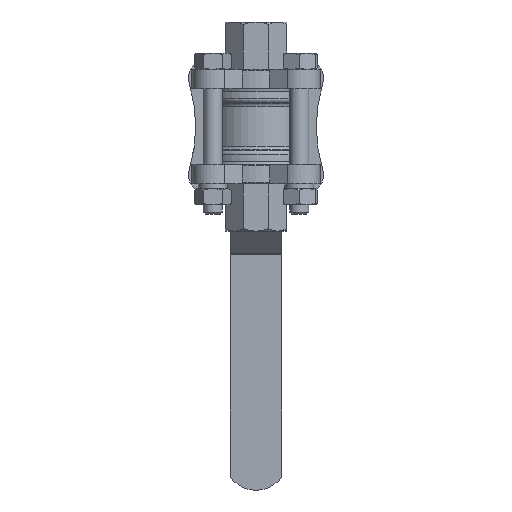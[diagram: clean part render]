
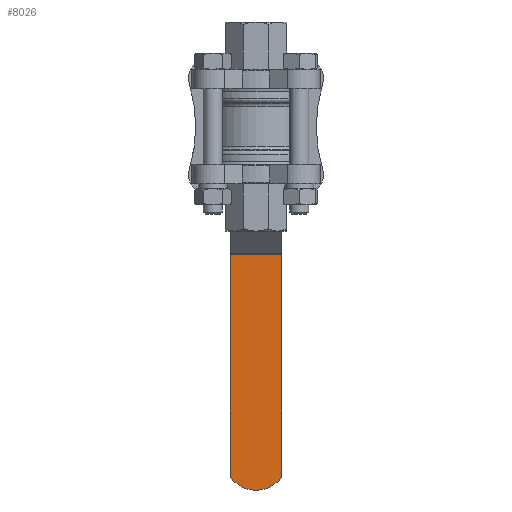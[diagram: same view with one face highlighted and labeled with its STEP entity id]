
A CAD part, front view. The second image highlights one B-rep face of the part: STEP entity #8026.
In plain terms, the highlighted planar face has unit normal (0, -1, 0).
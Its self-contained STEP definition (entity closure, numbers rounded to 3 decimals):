
#479=LINE('',#14495,#940);
#480=LINE('',#14498,#941);
#481=LINE('',#14502,#942);
#940=VECTOR('',#10948,1000.);
#941=VECTOR('',#10949,1000.);
#942=VECTOR('',#10952,1000.);
#1290=PLANE('',#8894);
#1663=CIRCLE('',#8895,10.);
#3820=ORIENTED_EDGE('',*,*,#5101,.T.);
#3821=ORIENTED_EDGE('',*,*,#5102,.T.);
#3822=ORIENTED_EDGE('',*,*,#5103,.T.);
#3823=ORIENTED_EDGE('',*,*,#5104,.T.);
#5101=EDGE_CURVE('',#5895,#5896,#479,.T.);
#5102=EDGE_CURVE('',#5896,#5897,#480,.T.);
#5103=EDGE_CURVE('',#5897,#5898,#1663,.F.);
#5104=EDGE_CURVE('',#5898,#5895,#481,.T.);
#5895=VERTEX_POINT('',#14496);
#5896=VERTEX_POINT('',#14497);
#5897=VERTEX_POINT('',#14499);
#5898=VERTEX_POINT('',#14501);
#6819=EDGE_LOOP('',(#3820,#3821,#3822,#3823));
#7406=FACE_BOUND('',#6819,.T.);
#8026=ADVANCED_FACE('',(#7406),#1290,.F.);
#8894=AXIS2_PLACEMENT_3D('',#14494,#10946,#10947);
#8895=AXIS2_PLACEMENT_3D('',#14500,#10950,#10951);
#10946=DIRECTION('',(0.,1.,0.));
#10947=DIRECTION('',(0.,0.,1.));
#10948=DIRECTION('',(-1.,0.,0.));
#10949=DIRECTION('',(0.,0.,-1.));
#10950=DIRECTION('',(0.,1.,0.));
#10951=DIRECTION('',(0.,0.,1.));
#10952=DIRECTION('',(0.,0.,1.));
#14494=CARTESIAN_POINT('',(9.5,21.5,-39.536));
#14495=CARTESIAN_POINT('',(9.5,21.5,-39.743));
#14496=CARTESIAN_POINT('',(8.,21.5,-39.743));
#14497=CARTESIAN_POINT('',(-8.,21.5,-39.743));
#14498=CARTESIAN_POINT('',(-8.,21.5,-39.536));
#14499=CARTESIAN_POINT('',(-8.,21.5,-109.));
#14500=CARTESIAN_POINT('',(0.,21.5,-103.));
#14501=CARTESIAN_POINT('',(8.,21.5,-109.));
#14502=CARTESIAN_POINT('',(8.,21.5,-39.536));
